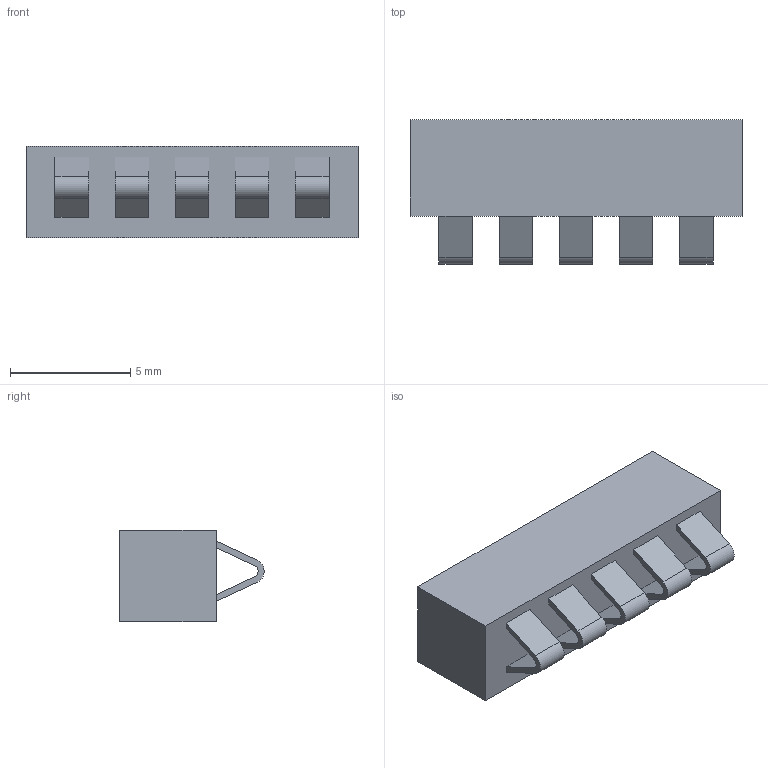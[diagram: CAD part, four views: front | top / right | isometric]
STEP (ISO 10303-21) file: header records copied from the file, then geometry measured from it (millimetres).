
FILE_DESCRIPTION(('FreeCAD Model'),'2;1');
FILE_NAME('Open CASCADE Shape Model','2023-11-07T21:43:23',( 'kicad StepUp'),('ksu MCAD'),'Open CASCADE STEP processor 7.6', 'FreeCAD','Unknown');
FILE_SCHEMA(('AUTOMOTIVE_DESIGN { 1 0 10303 214 1 1 1 1 }'));
Length unit declared in the file: millimetre
Products named in the file (1): AVX_009155005541006
Bounding box: 13.8 x 6 x 3.8 mm (x, y, z)
Volume: 217.7 mm3; surface area: 316.2 mm2
Topology: 1 solids, 1 shells, 46 faces, 132 edges, 88 vertices
Faces by surface type: plane 36, cylinder 10
Entity records: 1862 total; most frequent: CARTESIAN_POINT 267, ORIENTED_EDGE 264, DIRECTION 246, EDGE_CURVE 132, LINE 112, VECTOR 112, VERTEX_POINT 88, AXIS2_PLACEMENT_3D 67
